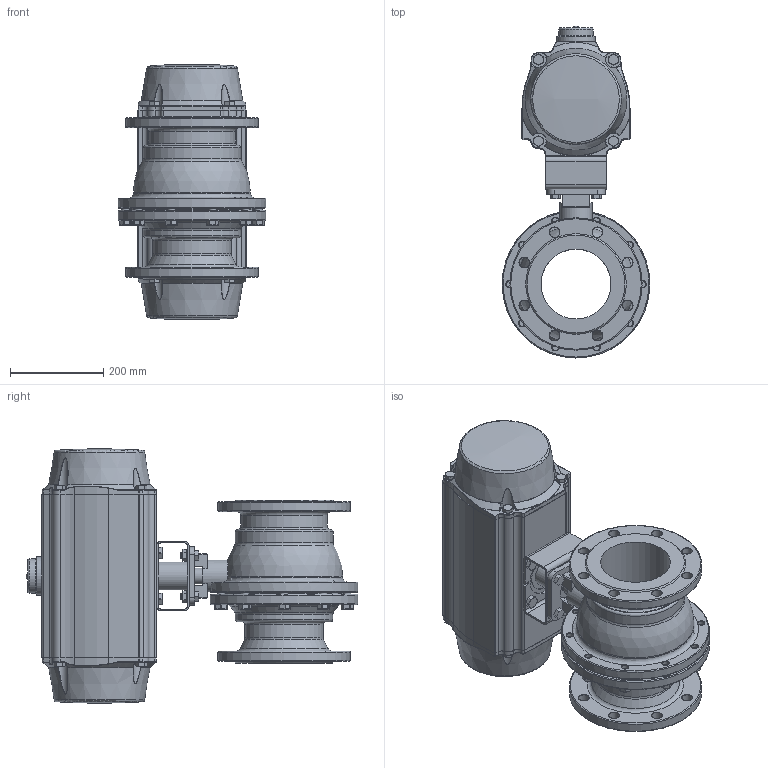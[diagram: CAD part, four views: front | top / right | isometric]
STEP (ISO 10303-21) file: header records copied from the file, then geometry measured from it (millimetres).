
FILE_DESCRIPTION(/* description */ ('Unknown'),/* implementation_level */ '2;1');
FILE_NAME(/* name */ 'FR08 0921_0930-14',/* time_stamp */ '2023-08-02T09:35:10+02:00',/* author */ ('Unknown'),/* organization */ ('Unknown'),/* preprocessor_version */ 'ST-DEVELOPER v18.102',/* originating_system */ 'Solid Edge',/* authorisation */ 'Unknown');
FILE_SCHEMA (('AUTOMOTIVE_DESIGN {1 0 10303 214 3 1 1}'));
Length unit declared in the file: millimetre
Products named in the file (15): FR080921-14; 8.230.150; T2; T1; M16x40; DW09_FR08_(DW1277_FR936); KP-200; hexagon head bolts--product grade c gb_GB_FASTENER_BOLT_HHBC M14X60-N; cup head nib bolts with large head gb_GB_FASTENER_BOLT_CHNBW M6X25-N; __________; DIN933 M14x30; 49899016_Brücke F14-F12 Höhe 70; M16x30; 49860603_Spindeladapter SW36 Aufbau 70 f黵 DW090921-15_(DW1277-8.200.
200); WUERTH 032214 hexagonal nut DIN 934  M14 A2 BLK_EDST
Assembly tree (39 placements, depth 3):
  FR080921-14
    8.230.150
      T2
      T1
      M16x40  x10
    DW09_FR08_(DW1277_FR936)
      KP-200
      hexagon head bolts--product grade c gb_GB_FASTENER_BOLT_HHBC M14X60-N  x8
      cup head nib bolts with large head gb_GB_FASTENER_BOLT_CHNBW M6X25-N
      __________
    DIN933 M14x30  x4
    49899016_Brücke F14-F12 Höhe 70
    M16x30  x4
    49860603_Spindeladapter SW36 Aufbau 70 f黵 DW090921-15_(DW1277-8.200.
200)
    WUERTH 032214 hexagonal nut DIN 934  M14 A2 BLK_EDST  x4
Bounding box: 317 x 712.4 x 547.1 mm (x, y, z)
Volume: 34059976.7 mm3; surface area: 1622588 mm2
Topology: 37 solids, 37 shells, 1478 faces, 3608 edges, 2255 vertices
Faces by surface type: plane 728, cylinder 281, cone 245, bspline 134, torus 86, sphere 4
Full cylindrical faces by diameter (mm): 4.2 x12, 4.66 x1, 5 x1, 6 x1, 6.2 x1, 11.8 x2, 11.835 x4, 12 x8, 13 x4, 14 x30, 16 x14, 17 x4, 22 x16, 22.6 x10, 36 x1, 47.4 x1, 51.8 x1, 56.5 x1, 58.7 x1, 60 x1, 69 x2, 72 x1, 74 x1, 75 x1, 78 x1, 83 x1, 85 x1, 150 x2, 168 x1, 186 x1
Entity records: 37379 total; most frequent: CARTESIAN_POINT 14560, DIRECTION 4466, ORIENTED_EDGE 4290, EDGE_CURVE 2145, AXIS2_PLACEMENT_3D 1773, VERTEX_POINT 1460, FACE_BOUND 1395, EDGE_LOOP 1368
